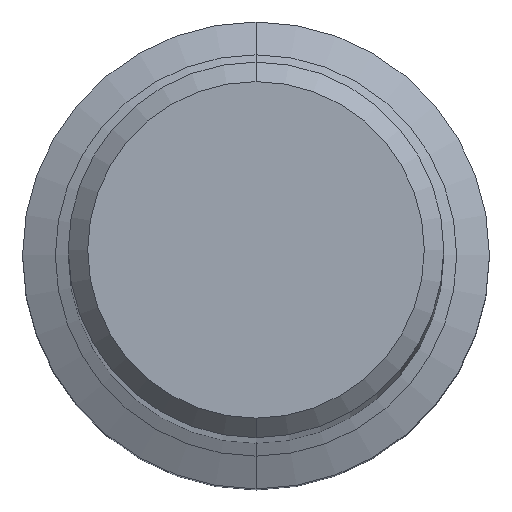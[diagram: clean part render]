
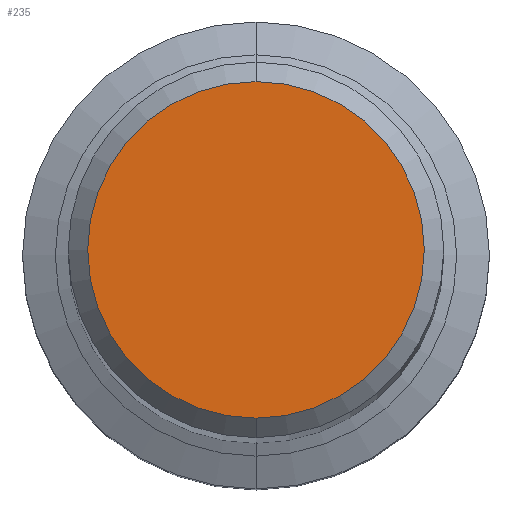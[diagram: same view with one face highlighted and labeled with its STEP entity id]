
A CAD part, top view. The second image highlights one B-rep face of the part: STEP entity #235.
In plain terms, the highlighted planar face has unit normal (0, 0, 1).
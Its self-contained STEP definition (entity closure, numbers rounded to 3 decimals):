
#207=EDGE_CURVE('',#529,#309,#563,.T.);
#235=ADVANCED_FACE('',(#593),#594,.T.);
#309=VERTEX_POINT('',#677);
#313=EDGE_CURVE('',#309,#529,#682,.T.);
#529=VERTEX_POINT('',#921);
#563=CIRCLE('',#964,8.65);
#593=FACE_OUTER_BOUND('',#1001,.T.);
#594=PLANE('',#1002);
#677=CARTESIAN_POINT('',(0.,-8.65,0.0));
#682=CIRCLE('',#1129,8.65);
#921=CARTESIAN_POINT('',(0.0,8.65,0.0));
#964=AXIS2_PLACEMENT_3D('',#1722,#1723,#1724);
#1001=EDGE_LOOP('',(#1757,#1758));
#1002=AXIS2_PLACEMENT_3D('',#1759,#1760,#1761);
#1129=AXIS2_PLACEMENT_3D('',#1876,#1877,#1878);
#1722=CARTESIAN_POINT('',(0.0,0.0,0.0));
#1723=DIRECTION('',(0.0,0.0,-1.0));
#1724=DIRECTION('',(0.0,1.0,0.0));
#1757=ORIENTED_EDGE('',*,*,#207,.F.);
#1758=ORIENTED_EDGE('',*,*,#313,.F.);
#1759=CARTESIAN_POINT('',(0.0,4.325,0.0));
#1760=DIRECTION('',(-0.0,0.0,1.0));
#1761=DIRECTION('',(0.0,-1.0,0.0));
#1876=CARTESIAN_POINT('',(0.0,0.0,0.0));
#1877=DIRECTION('',(0.0,0.0,-1.0));
#1878=DIRECTION('',(0.0,1.0,0.0));
